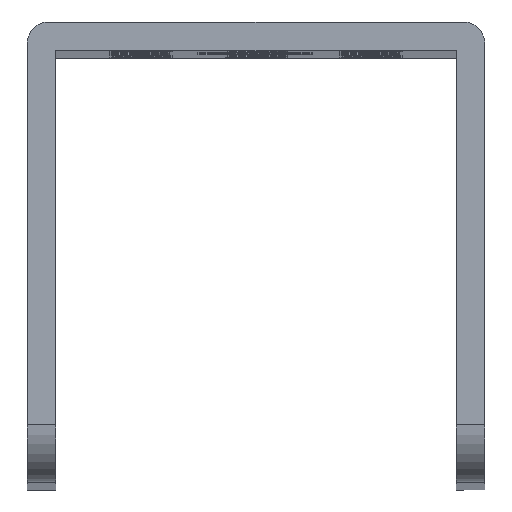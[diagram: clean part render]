
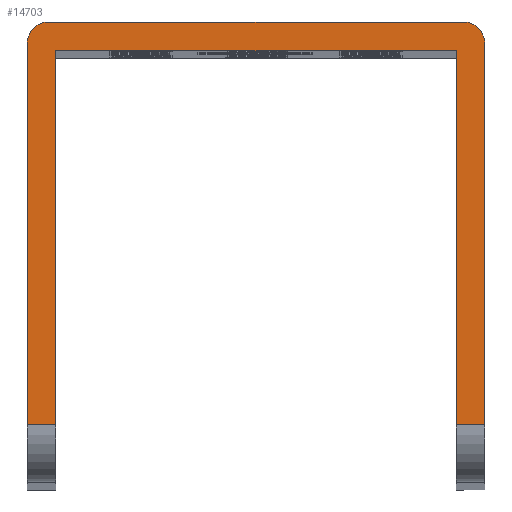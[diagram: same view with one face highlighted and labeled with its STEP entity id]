
A CAD part, top view. The second image highlights one B-rep face of the part: STEP entity #14703.
In plain terms, the highlighted planar face has unit normal (0, 0, 1).
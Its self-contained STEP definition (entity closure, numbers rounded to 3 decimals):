
#58 = CARTESIAN_POINT ( 'NONE',  ( -7.296, 13.529, 312. ) ) ;
#159 = ORIENTED_EDGE ( 'NONE', *, *, #12262, .F. ) ;
#183 = LINE ( 'NONE', #13755, #16591 ) ;
#910 = CARTESIAN_POINT ( 'NONE',  ( -5.805, 13.529, 312. ) ) ;
#1078 = CARTESIAN_POINT ( 'NONE',  ( -7.793, 13.032, 312. ) ) ;
#1409 = DIRECTION ( 'NONE',  ( -1., 0., 0. ) ) ;
#1781 = VERTEX_POINT ( 'NONE', #9807 ) ;
#2061 = AXIS2_PLACEMENT_3D ( 'NONE', #11949, #4956, #6295 ) ;
#2437 = LINE ( 'NONE', #14643, #12572 ) ;
#2494 = ORIENTED_EDGE ( 'NONE', *, *, #17289, .F. ) ;
#2497 = DIRECTION ( 'NONE',  ( -1., 0., 0. ) ) ;
#2521 = DIRECTION ( 'NONE',  ( 0., -1., 0. ) ) ;
#2846 = CARTESIAN_POINT ( 'NONE',  ( -37.606, 13.529, 312. ) ) ;
#3080 = VERTEX_POINT ( 'NONE', #2846 ) ;
#3614 = ORIENTED_EDGE ( 'NONE', *, *, #4036, .F. ) ;
#3767 = CIRCLE ( 'NONE', #2061, 1.491 ) ;
#3839 = VERTEX_POINT ( 'NONE', #910 ) ;
#3893 = CARTESIAN_POINT ( 'NONE',  ( -35.619, 13.032, 312. ) ) ;
#4036 = EDGE_CURVE ( 'NONE', #5634, #16677, #183, .T. ) ;
#4124 = ORIENTED_EDGE ( 'NONE', *, *, #11026, .F. ) ;
#4527 = VECTOR ( 'NONE', #12330, 1000. ) ;
#4956 = DIRECTION ( 'NONE',  ( 0., 0., -1. ) ) ;
#5149 = EDGE_CURVE ( 'NONE', #13391, #6048, #10092, .T. ) ;
#5214 = CARTESIAN_POINT ( 'NONE',  ( -35.619, 13.032, 312. ) ) ;
#5364 = VERTEX_POINT ( 'NONE', #13853 ) ;
#5634 = VERTEX_POINT ( 'NONE', #1078 ) ;
#5671 = EDGE_CURVE ( 'NONE', #3080, #5364, #3767, .T. ) ;
#5686 = LINE ( 'NONE', #6853, #4527 ) ;
#5921 = CARTESIAN_POINT ( 'NONE',  ( -35.619, -12.98, 312. ) ) ;
#6048 = VERTEX_POINT ( 'NONE', #9060 ) ;
#6295 = DIRECTION ( 'NONE',  ( -1., 0., 0. ) ) ;
#6373 = ORIENTED_EDGE ( 'NONE', *, *, #11271, .F. ) ;
#6470 = ORIENTED_EDGE ( 'NONE', *, *, #5671, .F. ) ;
#6664 = ORIENTED_EDGE ( 'NONE', *, *, #15764, .F. ) ;
#6853 = CARTESIAN_POINT ( 'NONE',  ( -7.793, -16.98, 312. ) ) ;
#6968 = VECTOR ( 'NONE', #16609, 1000. ) ;
#7024 = DIRECTION ( 'NONE',  ( -1., 0., 0. ) ) ;
#7079 = EDGE_LOOP ( 'NONE', ( #2494, #6664, #3614, #6373, #14464, #4124, #10053, #159, #6470, #16839 ) ) ;
#7286 = AXIS2_PLACEMENT_3D ( 'NONE', #17674, #7800, #2497 ) ;
#7288 = VECTOR ( 'NONE', #16166, 1000. ) ;
#7800 = DIRECTION ( 'NONE',  ( 0., 0., -1. ) ) ;
#7868 = EDGE_CURVE ( 'NONE', #3080, #1781, #11851, .T. ) ;
#8162 = LINE ( 'NONE', #11212, #10301 ) ;
#9060 = CARTESIAN_POINT ( 'NONE',  ( -7.793, -12.98, 312. ) ) ;
#9669 = VERTEX_POINT ( 'NONE', #11505 ) ;
#9807 = CARTESIAN_POINT ( 'NONE',  ( -37.606, -12.98, 312. ) ) ;
#10053 = ORIENTED_EDGE ( 'NONE', *, *, #17664, .F. ) ;
#10092 = LINE ( 'NONE', #15577, #17525 ) ;
#10234 = DIRECTION ( 'NONE',  ( 0., -1., 0. ) ) ;
#10301 = VECTOR ( 'NONE', #16329, 1000. ) ;
#10422 = CARTESIAN_POINT ( 'NONE',  ( -37.606, 15.02, 312. ) ) ;
#11026 = EDGE_CURVE ( 'NONE', #3839, #13391, #2437, .T. ) ;
#11212 = CARTESIAN_POINT ( 'NONE',  ( -7.296, 15.02, 312. ) ) ;
#11271 = EDGE_CURVE ( 'NONE', #6048, #5634, #5686, .T. ) ;
#11505 = CARTESIAN_POINT ( 'NONE',  ( -35.619, -12.98, 312. ) ) ;
#11851 = LINE ( 'NONE', #10422, #12146 ) ;
#11949 = CARTESIAN_POINT ( 'NONE',  ( -36.116, 13.529, 312. ) ) ;
#12146 = VECTOR ( 'NONE', #10234, 1000. ) ;
#12262 = EDGE_CURVE ( 'NONE', #5364, #17280, #8162, .T. ) ;
#12330 = DIRECTION ( 'NONE',  ( 0., 1., 0. ) ) ;
#12572 = VECTOR ( 'NONE', #2521, 1000. ) ;
#12659 = LINE ( 'NONE', #5921, #6968 ) ;
#13391 = VERTEX_POINT ( 'NONE', #17227 ) ;
#13721 = DIRECTION ( 'NONE',  ( 0., 0., -1. ) ) ;
#13755 = CARTESIAN_POINT ( 'NONE',  ( -35.619, 13.032, 312. ) ) ;
#13853 = CARTESIAN_POINT ( 'NONE',  ( -36.116, 15.02, 312. ) ) ;
#14053 = DIRECTION ( 'NONE',  ( -1., 0., 0. ) ) ;
#14171 = AXIS2_PLACEMENT_3D ( 'NONE', #58, #13721, #1409 ) ;
#14464 = ORIENTED_EDGE ( 'NONE', *, *, #5149, .F. ) ;
#14643 = CARTESIAN_POINT ( 'NONE',  ( -5.805, -16.98, 312. ) ) ;
#14703 = ADVANCED_FACE ( 'NONE', ( #14798 ), #16233, .F. ) ;
#14798 = FACE_OUTER_BOUND ( 'NONE', #7079, .T. ) ;
#14904 = LINE ( 'NONE', #5214, #7288 ) ;
#15081 = CARTESIAN_POINT ( 'NONE',  ( -7.296, 15.02, 312. ) ) ;
#15577 = CARTESIAN_POINT ( 'NONE',  ( -2.606, -12.98, 312. ) ) ;
#15764 = EDGE_CURVE ( 'NONE', #16677, #9669, #14904, .T. ) ;
#16166 = DIRECTION ( 'NONE',  ( 0., -1., 0. ) ) ;
#16233 = PLANE ( 'NONE',  #7286 ) ;
#16329 = DIRECTION ( 'NONE',  ( 1., 0., 0. ) ) ;
#16591 = VECTOR ( 'NONE', #7024, 1000. ) ;
#16609 = DIRECTION ( 'NONE',  ( -1., 0., 0. ) ) ;
#16677 = VERTEX_POINT ( 'NONE', #3893 ) ;
#16758 = CIRCLE ( 'NONE', #14171, 1.491 ) ;
#16839 = ORIENTED_EDGE ( 'NONE', *, *, #7868, .T. ) ;
#17227 = CARTESIAN_POINT ( 'NONE',  ( -5.805, -12.98, 312. ) ) ;
#17280 = VERTEX_POINT ( 'NONE', #15081 ) ;
#17289 = EDGE_CURVE ( 'NONE', #9669, #1781, #12659, .T. ) ;
#17525 = VECTOR ( 'NONE', #14053, 1000. ) ;
#17664 = EDGE_CURVE ( 'NONE', #17280, #3839, #16758, .T. ) ;
#17674 = CARTESIAN_POINT ( 'NONE',  ( -2.606, 15.02, 312. ) ) ;
